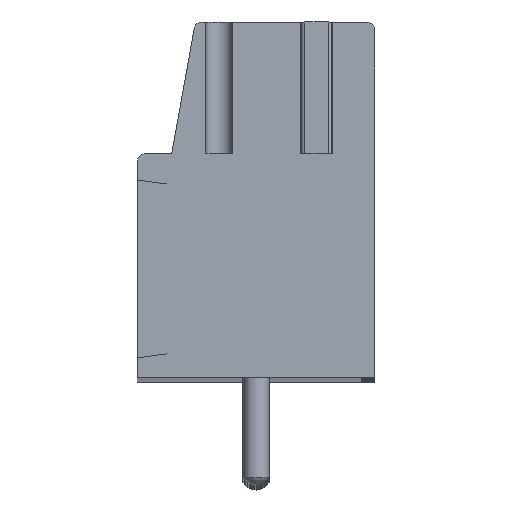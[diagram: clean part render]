
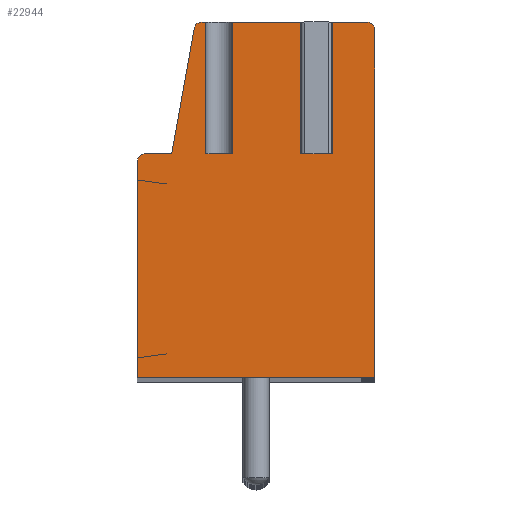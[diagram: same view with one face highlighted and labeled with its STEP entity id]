
A CAD part, top view. The second image highlights one B-rep face of the part: STEP entity #22944.
In plain terms, the highlighted planar face has unit normal (0, 0, 1).
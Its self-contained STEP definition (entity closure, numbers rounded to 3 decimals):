
#52=DIRECTION('',(1.,0.,0.));
#53=VECTOR('',#52,1.);
#54=CARTESIAN_POINT('',(-1.9,3.36,97.5));
#55=LINE('',#54,#53);
#56=DIRECTION('',(0.,1.,0.));
#57=VECTOR('',#56,5.);
#58=CARTESIAN_POINT('',(-0.9,3.36,97.5));
#59=LINE('',#58,#57);
#60=DIRECTION('',(-1.,0.,0.));
#61=VECTOR('',#60,2.8);
#62=CARTESIAN_POINT('',(1.9,8.36,97.5));
#63=LINE('',#62,#61);
#64=DIRECTION('',(0.,1.,0.));
#65=VECTOR('',#64,5.);
#66=CARTESIAN_POINT('',(1.9,3.36,97.5));
#67=LINE('',#66,#65);
#68=DIRECTION('',(1.,0.,0.));
#69=VECTOR('',#68,0.8);
#70=CARTESIAN_POINT('',(1.9,3.36,97.5));
#71=LINE('',#70,#69);
#72=DIRECTION('',(0.,1.,0.));
#73=VECTOR('',#72,5.);
#74=CARTESIAN_POINT('',(2.7,3.36,97.5));
#75=LINE('',#74,#73);
#76=DIRECTION('',(-1.,0.,0.));
#77=VECTOR('',#76,1.5);
#78=CARTESIAN_POINT('',(4.2,8.36,97.5));
#79=LINE('',#78,#77);
#80=CARTESIAN_POINT('',(4.2,8.06,97.5));
#81=DIRECTION('',(0.,0.,1.));
#82=DIRECTION('',(1.,0.,0.));
#83=AXIS2_PLACEMENT_3D('',#80,#81,#82);
#85=DIRECTION('',(0.,1.,0.));
#86=VECTOR('',#85,13.2);
#87=CARTESIAN_POINT('',(4.5,-5.14,97.5));
#88=LINE('',#87,#86);
#89=DIRECTION('',(1.,0.,0.));
#90=VECTOR('',#89,9.);
#91=CARTESIAN_POINT('',(-4.5,-5.14,97.5));
#92=LINE('',#91,#90);
#93=DIRECTION('',(0.,-1.,0.));
#94=VECTOR('',#93,8.2);
#95=CARTESIAN_POINT('',(-4.5,3.06,97.5));
#96=LINE('',#95,#94);
#97=CARTESIAN_POINT('',(-4.2,3.06,97.5));
#98=DIRECTION('',(0.,0.,1.));
#99=DIRECTION('',(0.,1.,0.));
#100=AXIS2_PLACEMENT_3D('',#97,#98,#99);
#102=DIRECTION('',(-1.,0.,0.));
#103=VECTOR('',#102,1.);
#104=CARTESIAN_POINT('',(-3.2,3.36,97.5));
#105=LINE('',#104,#103);
#106=DIRECTION('',(-0.177,-0.984,0.));
#107=VECTOR('',#106,4.829);
#108=CARTESIAN_POINT('',(-2.345,8.113,97.5));
#109=LINE('',#108,#107);
#110=CARTESIAN_POINT('',(-2.05,8.06,97.5));
#111=DIRECTION('',(0.,0.,1.));
#112=DIRECTION('',(0.,1.,0.));
#113=AXIS2_PLACEMENT_3D('',#110,#111,#112);
#115=DIRECTION('',(-1.,0.,0.));
#116=VECTOR('',#115,0.15);
#117=CARTESIAN_POINT('',(-1.9,8.36,97.5));
#118=LINE('',#117,#116);
#119=DIRECTION('',(0.,1.,0.));
#120=VECTOR('',#119,5.);
#121=CARTESIAN_POINT('',(-1.9,3.36,97.5));
#122=LINE('',#121,#120);
#17798=CARTESIAN_POINT('',(4.5,-5.14,97.5));
#17799=CARTESIAN_POINT('',(4.5,8.06,97.5));
#17800=VERTEX_POINT('',#17798);
#17801=VERTEX_POINT('',#17799);
#17802=CARTESIAN_POINT('',(4.2,8.36,97.5));
#17803=VERTEX_POINT('',#17802);
#17804=CARTESIAN_POINT('',(-2.05,8.36,97.5));
#17805=CARTESIAN_POINT('',(-2.345,8.113,97.5));
#17806=VERTEX_POINT('',#17804);
#17807=VERTEX_POINT('',#17805);
#17808=CARTESIAN_POINT('',(-3.2,3.36,97.5));
#17809=VERTEX_POINT('',#17808);
#17810=CARTESIAN_POINT('',(-4.2,3.36,97.5));
#17811=VERTEX_POINT('',#17810);
#17812=CARTESIAN_POINT('',(-4.5,3.06,97.5));
#17813=VERTEX_POINT('',#17812);
#17814=CARTESIAN_POINT('',(-4.5,-5.14,97.5));
#17815=VERTEX_POINT('',#17814);
#18113=CARTESIAN_POINT('',(1.9,3.36,97.5));
#18114=CARTESIAN_POINT('',(2.7,3.36,97.5));
#18115=VERTEX_POINT('',#18113);
#18116=VERTEX_POINT('',#18114);
#18117=CARTESIAN_POINT('',(2.7,8.36,97.5));
#18118=VERTEX_POINT('',#18117);
#18119=CARTESIAN_POINT('',(1.9,8.36,97.5));
#18120=VERTEX_POINT('',#18119);
#18141=CARTESIAN_POINT('',(-1.9,3.36,97.5));
#18142=CARTESIAN_POINT('',(-0.9,3.36,97.5));
#18143=VERTEX_POINT('',#18141);
#18144=VERTEX_POINT('',#18142);
#18145=CARTESIAN_POINT('',(-0.9,8.36,97.5));
#18146=VERTEX_POINT('',#18145);
#18147=CARTESIAN_POINT('',(-1.9,8.36,97.5));
#18148=VERTEX_POINT('',#18147);
#22903=CARTESIAN_POINT('',(0.,0.,97.5));
#22904=DIRECTION('',(0.,0.,1.));
#22905=DIRECTION('',(1.,0.,0.));
#22906=AXIS2_PLACEMENT_3D('',#22903,#22904,#22905);
#22907=PLANE('',#22906);
#22909=ORIENTED_EDGE('',*,*,#22908,.T.);
#22911=ORIENTED_EDGE('',*,*,#22910,.T.);
#22913=ORIENTED_EDGE('',*,*,#22912,.F.);
#22915=ORIENTED_EDGE('',*,*,#22914,.F.);
#22917=ORIENTED_EDGE('',*,*,#22916,.T.);
#22919=ORIENTED_EDGE('',*,*,#22918,.T.);
#22921=ORIENTED_EDGE('',*,*,#22920,.F.);
#22923=ORIENTED_EDGE('',*,*,#22922,.F.);
#22925=ORIENTED_EDGE('',*,*,#22924,.F.);
#22927=ORIENTED_EDGE('',*,*,#22926,.F.);
#22929=ORIENTED_EDGE('',*,*,#22928,.F.);
#22931=ORIENTED_EDGE('',*,*,#22930,.F.);
#22933=ORIENTED_EDGE('',*,*,#22932,.F.);
#22935=ORIENTED_EDGE('',*,*,#22934,.F.);
#22937=ORIENTED_EDGE('',*,*,#22936,.F.);
#22939=ORIENTED_EDGE('',*,*,#22938,.F.);
#22941=ORIENTED_EDGE('',*,*,#22940,.F.);
#22942=EDGE_LOOP('',(#22909,#22911,#22913,#22915,#22917,#22919,#22921,#22923,
#22925,#22927,#22929,#22931,#22933,#22935,#22937,#22939,#22941));
#22943=FACE_OUTER_BOUND('',#22942,.F.);
#84=CIRCLE('',#83,0.3);
#101=CIRCLE('',#100,0.3);
#114=CIRCLE('',#113,0.3);
#22908=EDGE_CURVE('',#18143,#18144,#55,.T.);
#22910=EDGE_CURVE('',#18144,#18146,#59,.T.);
#22912=EDGE_CURVE('',#18120,#18146,#63,.T.);
#22914=EDGE_CURVE('',#18115,#18120,#67,.T.);
#22916=EDGE_CURVE('',#18115,#18116,#71,.T.);
#22918=EDGE_CURVE('',#18116,#18118,#75,.T.);
#22920=EDGE_CURVE('',#17803,#18118,#79,.T.);
#22922=EDGE_CURVE('',#17801,#17803,#84,.T.);
#22924=EDGE_CURVE('',#17800,#17801,#88,.T.);
#22926=EDGE_CURVE('',#17815,#17800,#92,.T.);
#22928=EDGE_CURVE('',#17813,#17815,#96,.T.);
#22930=EDGE_CURVE('',#17811,#17813,#101,.T.);
#22932=EDGE_CURVE('',#17809,#17811,#105,.T.);
#22934=EDGE_CURVE('',#17807,#17809,#109,.T.);
#22936=EDGE_CURVE('',#17806,#17807,#114,.T.);
#22938=EDGE_CURVE('',#18148,#17806,#118,.T.);
#22940=EDGE_CURVE('',#18143,#18148,#122,.T.);
#22944=ADVANCED_FACE('',(#22943),#22907,.T.);
